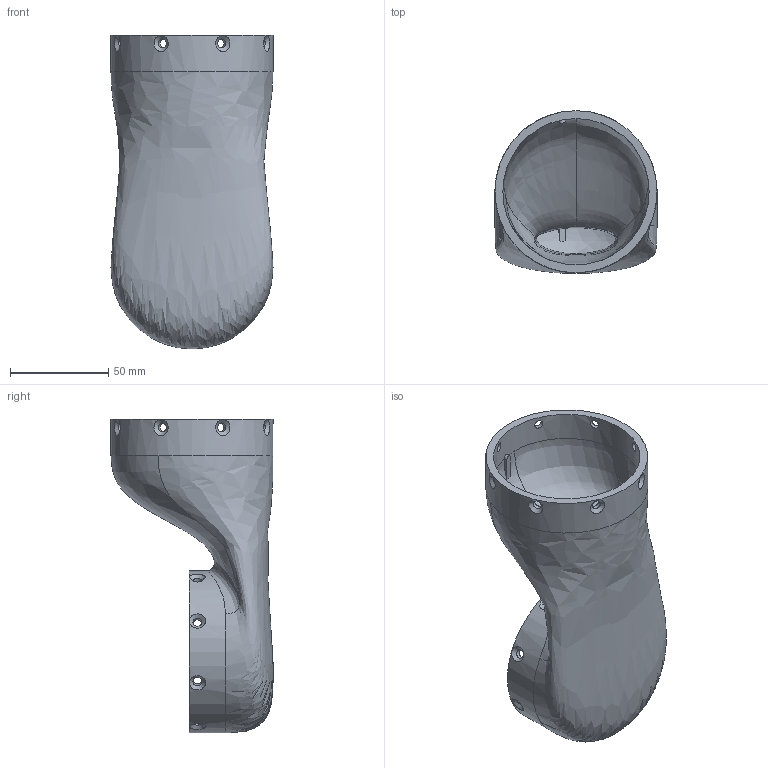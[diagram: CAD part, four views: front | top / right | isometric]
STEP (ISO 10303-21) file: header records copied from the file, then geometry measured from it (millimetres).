
FILE_DESCRIPTION(/* description */ (''),/* implementation_level */ '2;1');
FILE_NAME(/* name */ 'Link1.step',/* time_stamp */ '2021-05-08T16:01:35-04:00',/* author */ (''),/* organization */ (''),/* preprocessor_version */ 'ST-DEVELOPER v18.1',/* originating_system */ 'Autodesk Translation Framework v10.6.0.1341',/* authorisation */ '');
FILE_SCHEMA (('AUTOMOTIVE_DESIGN { 1 0 10303 214 3 1 1 }'));
Length unit declared in the file: millimetre
Products named in the file (2): Link1; Link - shoulder Mico_Dfaut
Assembly tree (1 placements, depth 2):
  Link1
    Link - shoulder Mico_Dfaut
Bounding box: 82.5 x 82.53 x 159.75 mm (x, y, z)
Volume: 152014 mm3; surface area: 62419.6 mm2
Topology: 1 solids, 1 shells, 79 faces, 243 edges, 165 vertices
Faces by surface type: bspline 26, cylinder 23, cone 17, plane 13
Full cylindrical faces by diameter (mm): 4.5 x16, 74.5 x2, 82.5 x2
Entity records: 14306 total; most frequent: CARTESIAN_POINT 12304, ORIENTED_EDGE 486, DIRECTION 265, EDGE_CURVE 243, VERTEX_POINT 165, B_SPLINE_CURVE_WITH_KNOTS 133, EDGE_LOOP 114, AXIS2_PLACEMENT_3D 99
